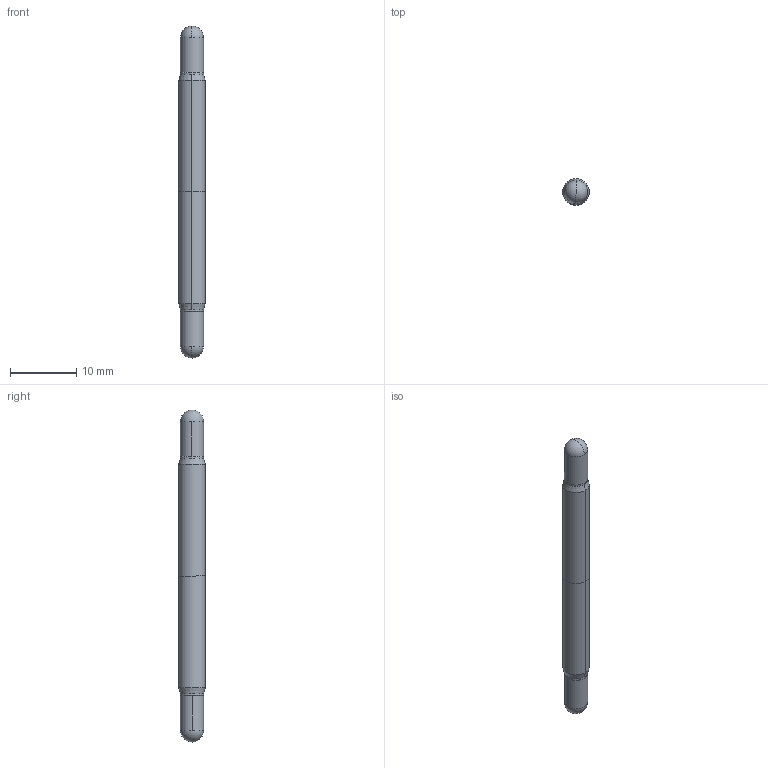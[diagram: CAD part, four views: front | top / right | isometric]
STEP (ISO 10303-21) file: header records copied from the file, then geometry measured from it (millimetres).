
FILE_DESCRIPTION (( 'STEP AP203' ), '1' );
FILE_NAME ('41426.STEP', '2024-03-01T13:01:39', ( '' ), ( '' ), 'SwSTEP 2.0', 'SolidWorks 2023', '' );
FILE_SCHEMA (( 'CONFIG_CONTROL_DESIGN' ));
Length unit declared in the file: inch
Products named in the file (1): 41426
Bounding box: 4 x 4 x 50 mm (x, y, z)
Surface area: 977.4 mm2
Topology: 5 solids, 5 shells, 41 faces, 84 edges, 47 vertices
Faces by surface type: cylinder 16, cone 12, plane 7, sphere 6
Entity records: 1113 total; most frequent: DIRECTION 212, CARTESIAN_POINT 167, ORIENTED_EDGE 156, AXIS2_PLACEMENT_3D 92, EDGE_CURVE 78, CIRCLE 50, VERTEX_POINT 47, ADVANCED_FACE 41
